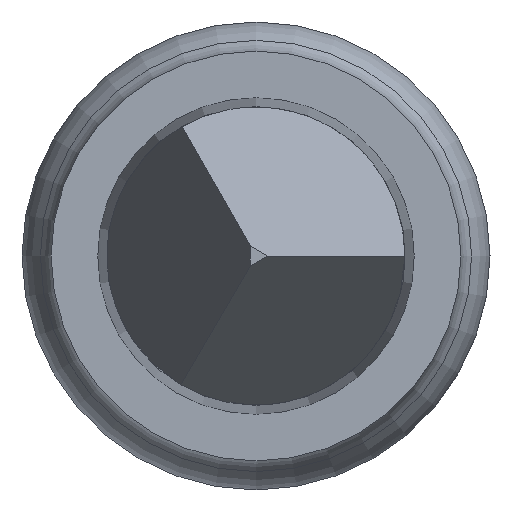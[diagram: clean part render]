
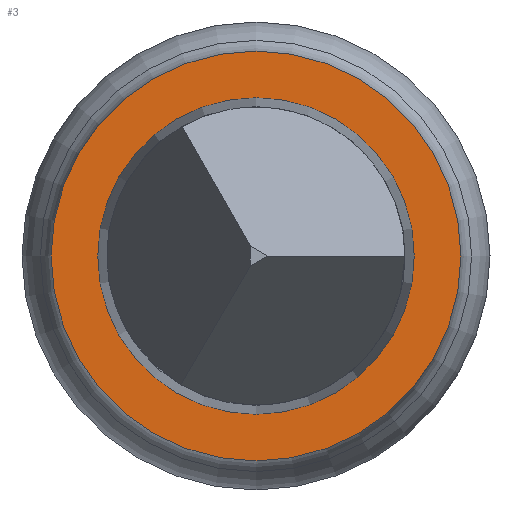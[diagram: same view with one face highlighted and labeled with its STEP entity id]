
A CAD part, left-side view. The second image highlights one B-rep face of the part: STEP entity #3.
In plain terms, the highlighted planar face has unit normal (-1, 0, 0).
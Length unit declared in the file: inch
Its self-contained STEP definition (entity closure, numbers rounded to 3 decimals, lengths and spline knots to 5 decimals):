
#3 = ADVANCED_FACE ( 'NONE', ( #402, #97 ), #628, .T. ) ;
#18 = ORIENTED_EDGE ( 'NONE', *, *, #231, .T. ) ;
#64 = DIRECTION ( 'NONE',  ( 1., 0., 0. ) ) ;
#97 = FACE_OUTER_BOUND ( 'NONE', #100, .T. ) ;
#100 = EDGE_LOOP ( 'NONE', ( #223 ) ) ;
#178 = CARTESIAN_POINT ( 'NONE',  ( 0., 0., 0. ) ) ;
#197 = DIRECTION ( 'NONE',  ( 0., 0., 1. ) ) ;
#223 = ORIENTED_EDGE ( 'NONE', *, *, #758, .F. ) ;
#231 = EDGE_CURVE ( 'NONE', #296, #296, #675, .T. ) ;
#290 = DIRECTION ( 'NONE',  ( 0., 0., -1. ) ) ;
#293 = VERTEX_POINT ( 'NONE', #710 ) ;
#296 = VERTEX_POINT ( 'NONE', #541 ) ;
#342 = CIRCLE ( 'NONE', #681, 0.0176 ) ;
#347 = DIRECTION ( 'NONE',  ( -1., 0., 0. ) ) ;
#362 = CARTESIAN_POINT ( 'NONE',  ( 0., 0., 0. ) ) ;
#384 = DIRECTION ( 'NONE',  ( 1., 0., 0. ) ) ;
#401 = AXIS2_PLACEMENT_3D ( 'NONE', #406, #347, #524 ) ;
#402 = FACE_BOUND ( 'NONE', #554, .T. ) ;
#406 = CARTESIAN_POINT ( 'NONE',  ( 0., 0.0165, 0. ) ) ;
#524 = DIRECTION ( 'NONE',  ( 0., 0., 1. ) ) ;
#541 = CARTESIAN_POINT ( 'NONE',  ( 0., 0., 0.01359 ) ) ;
#554 = EDGE_LOOP ( 'NONE', ( #18 ) ) ;
#601 = AXIS2_PLACEMENT_3D ( 'NONE', #362, #384, #197 ) ;
#628 = PLANE ( 'NONE',  #401 ) ;
#675 = CIRCLE ( 'NONE', #601, 0.01359 ) ;
#681 = AXIS2_PLACEMENT_3D ( 'NONE', #178, #64, #290 ) ;
#710 = CARTESIAN_POINT ( 'NONE',  ( 0., 0., -0.0176 ) ) ;
#758 = EDGE_CURVE ( 'NONE', #293, #293, #342, .T. ) ;
